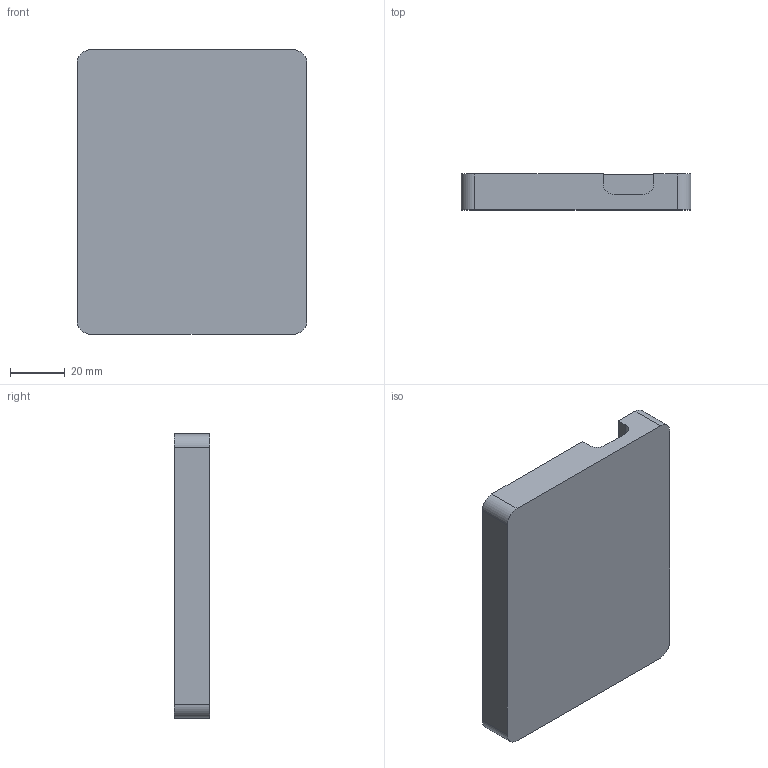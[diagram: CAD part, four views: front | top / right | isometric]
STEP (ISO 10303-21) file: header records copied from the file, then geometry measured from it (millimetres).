
FILE_DESCRIPTION(/* description */ (''),/* implementation_level */ '2;1');
FILE_NAME(/* name */ '6e3279b7-ab34-496f-b434-90c241366205.stp',/* time_stamp */ '2025-06-04T15:38:21Z',/* author */ (''),/* organization */ (''),/* preprocessor_version */ 'ST-DEVELOPER v20.1',/* originating_system */ 'Autodesk Translation Framework v14.10.0.0',/* authorisation */ '');
FILE_SCHEMA (('AUTOMOTIVE_DESIGN { 1 0 10303 214 3 1 1 }'));
Length unit declared in the file: millimetre
Products named in the file (1): Bottom
Bounding box: 84 x 13 x 104 mm (x, y, z)
Volume: 57089.1 mm3; surface area: 25326.9 mm2
Topology: 1 solids, 1 shells, 28 faces, 66 edges, 44 vertices
Faces by surface type: plane 18, cylinder 10
Full cylindrical faces by diameter (mm): 4.7 x4
Entity records: 843 total; most frequent: DIRECTION 144, CARTESIAN_POINT 139, ORIENTED_EDGE 132, EDGE_CURVE 66, AXIS2_PLACEMENT_3D 49, LINE 46, VECTOR 46, VERTEX_POINT 44
